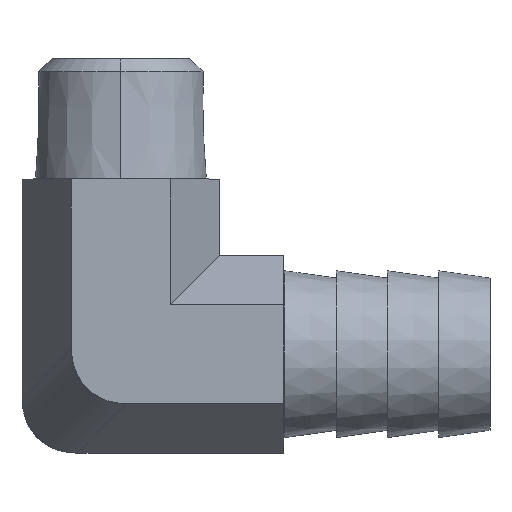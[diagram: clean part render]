
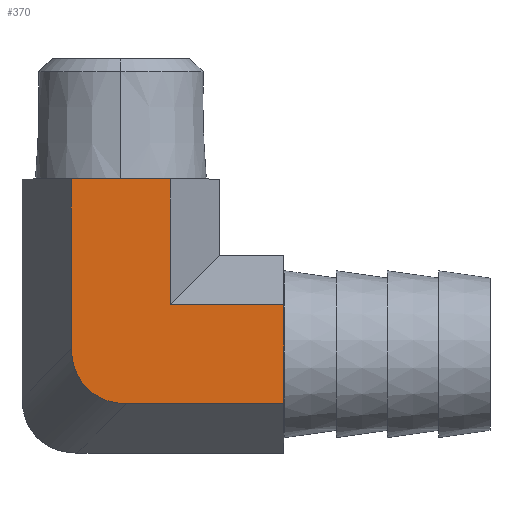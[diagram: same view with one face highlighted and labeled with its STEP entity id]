
A CAD part, top view. The second image highlights one B-rep face of the part: STEP entity #370.
In plain terms, the highlighted planar face has unit normal (0, 0, 1).
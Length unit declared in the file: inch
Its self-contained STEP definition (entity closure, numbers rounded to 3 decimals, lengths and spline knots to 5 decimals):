
#19 = CARTESIAN_POINT ( 'NONE',  ( -0.19486, 1.08, 0.3375 ) ) ;
#71 =( BOUNDED_CURVE ( )  B_SPLINE_CURVE ( 3, ( #1421, #1191, #511, #1314 ),
 .UNSPECIFIED., .F., .F. ) 
 B_SPLINE_CURVE_WITH_KNOTS ( ( 4, 4 ),
 ( 2.48253, 3.80065 ),
 .UNSPECIFIED. ) 
 CURVE ( )  GEOMETRIC_REPRESENTATION_ITEM ( )  RATIONAL_B_SPLINE_CURVE ( ( 1., 0.86, 0.86, 1. ) ) 
 REPRESENTATION_ITEM ( '' )  );
#84 = DIRECTION ( 'NONE',  ( 0., -1., 0. ) ) ;
#98 = ORIENTED_EDGE ( 'NONE', *, *, #1347, .F. ) ;
#99 = ORIENTED_EDGE ( 'NONE', *, *, #445, .F. ) ;
#100 = DIRECTION ( 'NONE',  ( 1., 0., 0. ) ) ;
#103 = EDGE_CURVE ( 'NONE', #530, #1282, #1310, .T. ) ;
#149 = VERTEX_POINT ( 'NONE', #1476 ) ;
#153 = VECTOR ( 'NONE', #100, 39.37008 ) ;
#189 = CARTESIAN_POINT ( 'NONE',  ( 0.19486, 0.58457, 0.3375 ) ) ;
#209 = LINE ( 'NONE', #634, #1378 ) ;
#253 = PLANE ( 'NONE',  #1363 ) ;
#308 = DIRECTION ( 'NONE',  ( 1., 0., 0. ) ) ;
#349 = ORIENTED_EDGE ( 'NONE', *, *, #103, .T. ) ;
#370 = ADVANCED_FACE ( 'NONE', ( #577 ), #253, .F. ) ;
#373 = CARTESIAN_POINT ( 'NONE',  ( 0.02165, 0.19486, 0.3375 ) ) ;
#419 = EDGE_CURVE ( 'NONE', #149, #803, #209, .T. ) ;
#422 = CARTESIAN_POINT ( 'NONE',  ( -19685.03937, 0.19486, 0.3375 ) ) ;
#445 = EDGE_CURVE ( 'NONE', #803, #790, #1073, .T. ) ;
#456 = VECTOR ( 'NONE', #972, 39.37008 ) ;
#500 = DIRECTION ( 'NONE',  ( 0., 0., -1. ) ) ;
#511 = CARTESIAN_POINT ( 'NONE',  ( -0.11098, 0.19486, 0.3375 ) ) ;
#530 = VERTEX_POINT ( 'NONE', #373 ) ;
#554 = EDGE_CURVE ( 'NONE', #827, #530, #71, .T. ) ;
#577 = FACE_OUTER_BOUND ( 'NONE', #785, .T. ) ;
#585 = CARTESIAN_POINT ( 'NONE',  ( 0.64229, 0.58457, 0.3375 ) ) ;
#634 = CARTESIAN_POINT ( 'NONE',  ( 0.19486, 1.08, 0.3375 ) ) ;
#694 = VERTEX_POINT ( 'NONE', #771 ) ;
#701 = VECTOR ( 'NONE', #308, 39.37008 ) ;
#746 = DIRECTION ( 'NONE',  ( 0., -1., 0. ) ) ;
#769 = ORIENTED_EDGE ( 'NONE', *, *, #1276, .T. ) ;
#771 = CARTESIAN_POINT ( 'NONE',  ( -0.19486, 1.08, 0.3375 ) ) ;
#785 = EDGE_LOOP ( 'NONE', ( #769, #1135, #349, #1195, #99, #923, #98 ) ) ;
#790 = VERTEX_POINT ( 'NONE', #1351 ) ;
#792 = CARTESIAN_POINT ( 'NONE',  ( 0.64229, 0.19486, 0.3375 ) ) ;
#803 = VERTEX_POINT ( 'NONE', #189 ) ;
#821 = LINE ( 'NONE', #1495, #153 ) ;
#827 = VERTEX_POINT ( 'NONE', #1016 ) ;
#859 = VECTOR ( 'NONE', #84, 39.37008 ) ;
#923 = ORIENTED_EDGE ( 'NONE', *, *, #419, .F. ) ;
#963 = EDGE_CURVE ( 'NONE', #790, #1282, #1182, .T. ) ;
#972 = DIRECTION ( 'NONE',  ( 1., 0., 0. ) ) ;
#1016 = CARTESIAN_POINT ( 'NONE',  ( -0.19486, 0.41136, 0.3375 ) ) ;
#1073 = LINE ( 'NONE', #1088, #456 ) ;
#1088 = CARTESIAN_POINT ( 'NONE',  ( -19685.03937, 0.58457, 0.3375 ) ) ;
#1135 = ORIENTED_EDGE ( 'NONE', *, *, #554, .T. ) ;
#1160 = LINE ( 'NONE', #1360, #859 ) ;
#1182 = LINE ( 'NONE', #585, #1489 ) ;
#1191 = CARTESIAN_POINT ( 'NONE',  ( -0.19486, 0.27874, 0.3375 ) ) ;
#1195 = ORIENTED_EDGE ( 'NONE', *, *, #963, .F. ) ;
#1271 = DIRECTION ( 'NONE',  ( 0., -1., 0. ) ) ;
#1276 = EDGE_CURVE ( 'NONE', #694, #827, #1160, .T. ) ;
#1282 = VERTEX_POINT ( 'NONE', #792 ) ;
#1305 = DIRECTION ( 'NONE',  ( -1., 0., 0. ) ) ;
#1310 = LINE ( 'NONE', #422, #701 ) ;
#1314 = CARTESIAN_POINT ( 'NONE',  ( 0.02165, 0.19486, 0.3375 ) ) ;
#1347 = EDGE_CURVE ( 'NONE', #694, #149, #821, .T. ) ;
#1351 = CARTESIAN_POINT ( 'NONE',  ( 0.64229, 0.58457, 0.3375 ) ) ;
#1360 = CARTESIAN_POINT ( 'NONE',  ( -0.19486, 1.08, 0.3375 ) ) ;
#1363 = AXIS2_PLACEMENT_3D ( 'NONE', #19, #500, #1305 ) ;
#1378 = VECTOR ( 'NONE', #746, 39.37008 ) ;
#1421 = CARTESIAN_POINT ( 'NONE',  ( -0.19486, 0.41136, 0.3375 ) ) ;
#1476 = CARTESIAN_POINT ( 'NONE',  ( 0.19486, 1.08, 0.3375 ) ) ;
#1489 = VECTOR ( 'NONE', #1271, 39.37008 ) ;
#1495 = CARTESIAN_POINT ( 'NONE',  ( -0.19486, 1.08, 0.3375 ) ) ;
